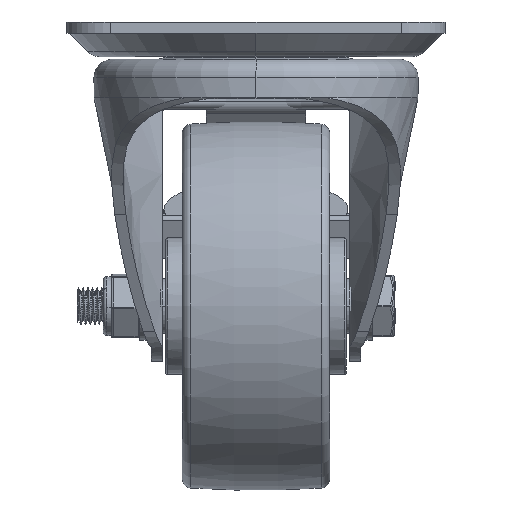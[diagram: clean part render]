
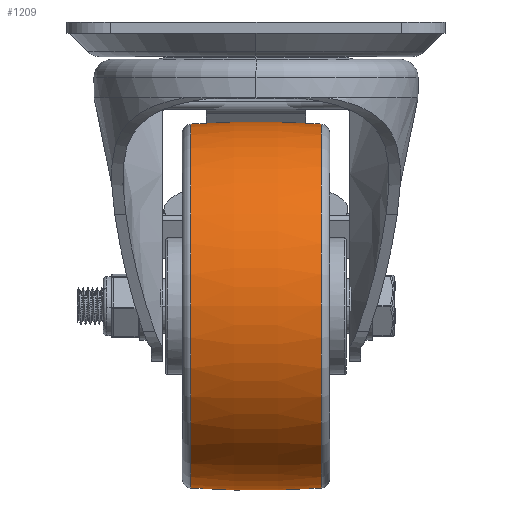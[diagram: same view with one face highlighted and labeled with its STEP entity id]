
A CAD part, left-side view. The second image highlights one B-rep face of the part: STEP entity #1209.
In plain terms, the highlighted toroidal (fillet/blend) face has major radius 217.042 mm and minor radius 267.042 mm.
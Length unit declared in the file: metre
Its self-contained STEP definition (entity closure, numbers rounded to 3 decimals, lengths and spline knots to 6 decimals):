
#1209=ADVANCED_FACE('1:41911',(#2363),#2364,.T.);
#2363=FACE_OUTER_BOUND('',#4129,.T.);
#2364=TOROIDAL_SURFACE('',#4130,-0.217042,0.267042);
#4129=EDGE_LOOP('',(#34607,#34608,#34609,#34610));
#4130=AXIS2_PLACEMENT_3D('',#34611,#34612,#34613);
#34607=ORIENTED_EDGE('',*,*,#41344,.T.);
#34608=ORIENTED_EDGE('',*,*,#41353,.F.);
#34609=ORIENTED_EDGE('',*,*,#41346,.T.);
#34610=ORIENTED_EDGE('',*,*,#41352,.T.);
#34611=CARTESIAN_POINT('',(0.0,0.,0.0));
#34612=DIRECTION('',(0.0,-1.0,0.0));
#34613=DIRECTION('',(0.0,0.0,-1.0));
#41344=EDGE_CURVE('',#43702,#43694,#43703,.T.);
#41346=EDGE_CURVE('',#43697,#43704,#43706,.T.);
#41352=EDGE_CURVE('1:41929',#43704,#43702,#43714,.T.);
#41353=EDGE_CURVE('1:41932',#43697,#43694,#43715,.T.);
#43694=VERTEX_POINT('',#47463);
#43697=VERTEX_POINT('',#47466);
#43702=VERTEX_POINT('',#47471);
#43703=CIRCLE('',#47472,0.267042);
#43704=VERTEX_POINT('',#47473);
#43706=CIRCLE('',#47475,0.267042);
#43714=CIRCLE('',#47483,0.049415);
#43715=CIRCLE('',#47484,0.049415);
#47463=CARTESIAN_POINT('',(0.,-0.017665,-0.049415));
#47466=CARTESIAN_POINT('',(0.0,-0.017665,0.049415));
#47471=CARTESIAN_POINT('',(0.,0.017665,-0.049415));
#47472=AXIS2_PLACEMENT_3D('',#56862,#56863,#56864);
#47473=CARTESIAN_POINT('',(0.0,0.017665,0.049415));
#47475=AXIS2_PLACEMENT_3D('',#56868,#56869,#56870);
#47483=AXIS2_PLACEMENT_3D('',#56886,#56887,#56888);
#47484=AXIS2_PLACEMENT_3D('',#56889,#56890,#56891);
#56862=CARTESIAN_POINT('',(0.,0.,0.217042));
#56863=DIRECTION('',(-1.0,-0.0,0.));
#56864=DIRECTION('',(0.,0.0,-1.0));
#56868=CARTESIAN_POINT('',(0.,0.,-0.217042));
#56869=DIRECTION('',(-1.0,-0.0,0.));
#56870=DIRECTION('',(0.,0.0,1.0));
#56886=CARTESIAN_POINT('',(0.0,0.017665,0.0));
#56887=DIRECTION('',(0.0,-1.0,0.0));
#56888=DIRECTION('',(0.0,0.0,1.0));
#56889=CARTESIAN_POINT('',(0.0,-0.017665,0.0));
#56890=DIRECTION('',(0.0,-1.0,0.0));
#56891=DIRECTION('',(0.0,0.0,1.0));
